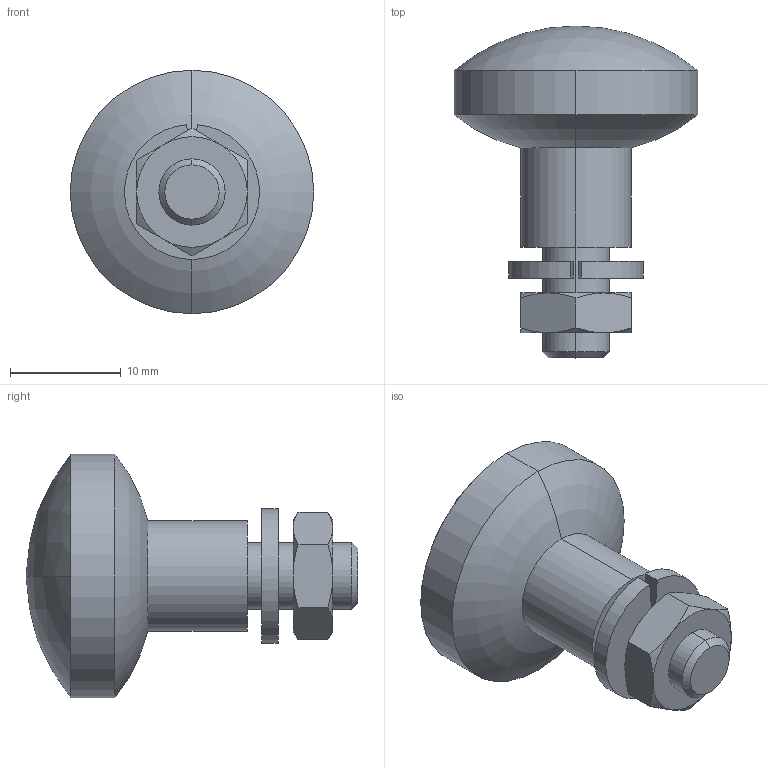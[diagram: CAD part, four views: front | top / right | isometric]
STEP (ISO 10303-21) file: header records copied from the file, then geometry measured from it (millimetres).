
FILE_DESCRIPTION (( 'STEP AP203' ), '1' );
FILE_NAME ('A-38.STEP', '2010-02-08T00:41:46', ( ' ' ), ( ' ' ), 'SwSTEP 2.0', 'SolidWorks 2007', '' );
FILE_SCHEMA (( 'CONFIG_CONTROL_DESIGN' ));
Length unit declared in the file: millimetre
Products named in the file (4): A-38; A-38儘乕儗僢僩偮傑傒_棉太倌; A-38六角ナット　M6（3種）_JIS B 1181 Hexagon nut - Class 3 Finished M6 --N; A-38僗僾儕儞僌儚僢僔儍乕M6_JIS B 1251 No.2 6
Assembly tree (3 placements, depth 2):
  A-38
    A-38僗僾儕儞僌儚僢僔儍乕M6_JIS B 1251 No.2 6
    A-38儘乕儗僢僩偮傑傒_棉太倌
    A-38六角ナット　M6（3種）_JIS B 1181 Hexagon nut - Class 3 Finished M6 --N
Bounding box: 22 x 30 x 22 mm (x, y, z)
Volume: 4382.6 mm3; surface area: 2159.3 mm2
Topology: 3 solids, 3 shells, 48 faces, 100 edges, 59 vertices
Faces by surface type: cone 18, plane 14, cylinder 12, sphere 2, torus 2
Entity records: 1756 total; most frequent: CARTESIAN_POINT 333, DIRECTION 230, ORIENTED_EDGE 200, EDGE_CURVE 100, AXIS2_PLACEMENT_3D 100, VERTEX_POINT 59, EDGE_LOOP 51, ADVANCED_FACE 48
